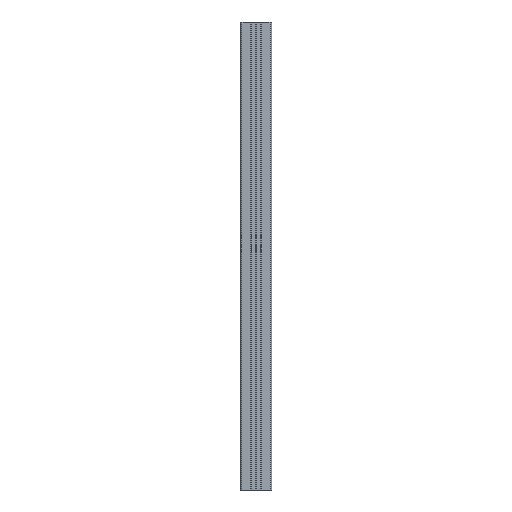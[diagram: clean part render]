
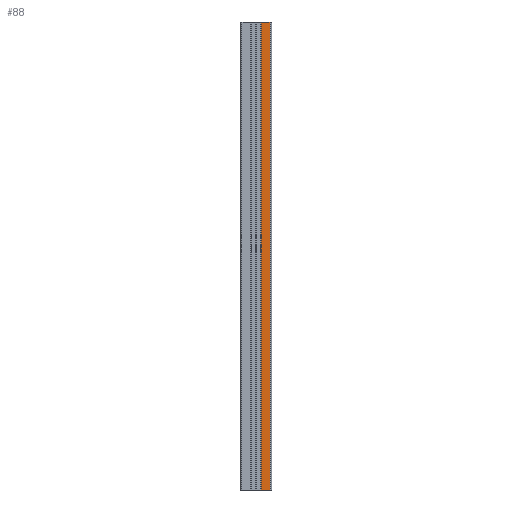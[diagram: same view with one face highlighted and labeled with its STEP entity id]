
A CAD part, left-side view. The second image highlights one B-rep face of the part: STEP entity #88.
In plain terms, the highlighted planar face has unit normal (-1, 0, 0).
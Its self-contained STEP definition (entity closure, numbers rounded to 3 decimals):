
#88=ADVANCED_FACE('',(#217),#159,.F.);
#159=PLANE('',#1490);
#217=FACE_OUTER_BOUND('',#285,.T.);
#285=EDGE_LOOP('',(#359,#360,#361,#362));
#359=ORIENTED_EDGE('',*,*,#909,.T.);
#360=ORIENTED_EDGE('',*,*,#910,.F.);
#361=ORIENTED_EDGE('',*,*,#911,.F.);
#362=ORIENTED_EDGE('',*,*,#912,.T.);
#771=VERTEX_POINT('',#1969);
#772=VERTEX_POINT('',#1970);
#773=VERTEX_POINT('',#1972);
#774=VERTEX_POINT('',#1974);
#909=EDGE_CURVE('',#771,#772,#1115,.T.);
#910=EDGE_CURVE('',#773,#772,#1116,.T.);
#911=EDGE_CURVE('',#774,#773,#1117,.T.);
#912=EDGE_CURVE('',#774,#771,#1118,.T.);
#1115=LINE('',#1968,#1295);
#1116=LINE('',#1971,#1296);
#1117=LINE('',#1973,#1297);
#1118=LINE('',#1975,#1298);
#1295=VECTOR('',#1591,1.);
#1296=VECTOR('',#1592,1.);
#1297=VECTOR('',#1593,1.);
#1298=VECTOR('',#1594,1.);
#1490=AXIS2_PLACEMENT_3D('',#1976,#1595,#1596);
#1591=DIRECTION('',(0.,-1.,0.));
#1592=DIRECTION('',(0.,0.,-1.));
#1593=DIRECTION('',(0.,-1.,0.));
#1594=DIRECTION('',(0.,0.,-1.));
#1595=DIRECTION('',(1.,0.,0.));
#1596=DIRECTION('',(0.,0.,-1.));
#1968=CARTESIAN_POINT('',(-10.,-3.3,0.));
#1969=CARTESIAN_POINT('',(-10.,-3.3,0.));
#1970=CARTESIAN_POINT('',(-10.,-9.,0.));
#1971=CARTESIAN_POINT('',(-10.,-9.,300.));
#1972=CARTESIAN_POINT('',(-10.,-9.,300.));
#1973=CARTESIAN_POINT('',(-10.,-3.3,300.));
#1974=CARTESIAN_POINT('',(-10.,-3.3,300.));
#1975=CARTESIAN_POINT('',(-10.,-3.3,300.));
#1976=CARTESIAN_POINT('',(-10.,-3.3,300.));
